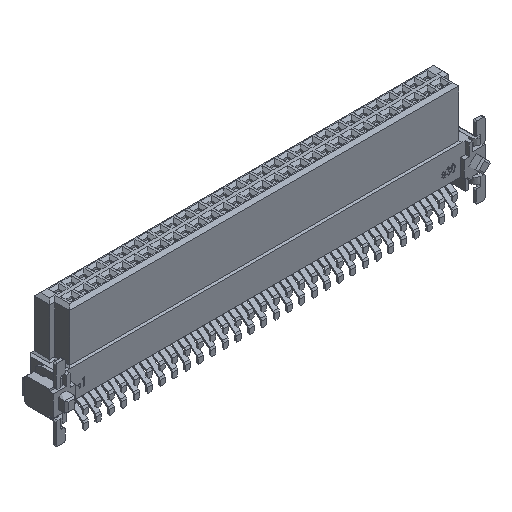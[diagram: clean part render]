
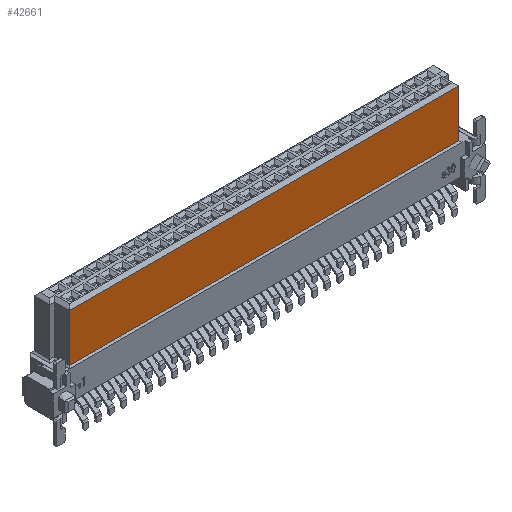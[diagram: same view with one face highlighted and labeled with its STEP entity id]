
A CAD part, isometric view. The second image highlights one B-rep face of the part: STEP entity #42661.
In plain terms, the highlighted planar face has unit normal (0, -1, 0).
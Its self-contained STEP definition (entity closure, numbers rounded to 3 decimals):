
#163=CARTESIAN_POINT('',(-19.425,-1.525,4.55));
#164=VERTEX_POINT('',#163);
#276=CARTESIAN_POINT('',(-19.425,-1.525,9.3));
#277=VERTEX_POINT('',#276);
#278=CARTESIAN_POINT('',(-19.425,-1.525,4.55));
#279=DIRECTION('',(0.,0.,1.));
#280=VECTOR('',#279,4.75);
#281=LINE('',#278,#280);
#282=EDGE_CURVE('',#164,#277,#281,.T.);
#42595=CARTESIAN_POINT('',(19.425,-1.525,4.55));
#42596=VERTEX_POINT('',#42595);
#42604=CARTESIAN_POINT('',(19.425,-1.525,4.55));
#42605=DIRECTION('',(-1.,0.,0.));
#42606=VECTOR('',#42605,38.85);
#42607=LINE('',#42604,#42606);
#42608=EDGE_CURVE('',#42596,#164,#42607,.T.);
#42638=CARTESIAN_POINT('',(0.,-1.525,6.925));
#42639=DIRECTION('',(1.,0.,0.));
#42640=DIRECTION('',(0.,-1.,0.));
#42641=AXIS2_PLACEMENT_3D('',#42638,#42640,#42639);
#42642=PLANE('',#42641);
#42643=ORIENTED_EDGE('',*,*,#282,.F.);
#42644=ORIENTED_EDGE('',*,*,#42608,.F.);
#42645=CARTESIAN_POINT('',(19.425,-1.525,9.3));
#42646=VERTEX_POINT('',#42645);
#42647=CARTESIAN_POINT('',(19.425,-1.525,4.55));
#42648=DIRECTION('',(0.,0.,1.));
#42649=VECTOR('',#42648,4.75);
#42650=LINE('',#42647,#42649);
#42651=EDGE_CURVE('',#42596,#42646,#42650,.T.);
#42652=ORIENTED_EDGE('',*,*,#42651,.T.);
#42653=CARTESIAN_POINT('',(19.425,-1.525,9.3));
#42654=DIRECTION('',(-1.,0.,0.));
#42655=VECTOR('',#42654,38.85);
#42656=LINE('',#42653,#42655);
#42657=EDGE_CURVE('',#42646,#277,#42656,.T.);
#42658=ORIENTED_EDGE('',*,*,#42657,.T.);
#42659=EDGE_LOOP('',(#42643,#42644,#42652,#42658));
#42660=FACE_OUTER_BOUND('',#42659,.T.);
#42661=ADVANCED_FACE('',(#42660),#42642,.T.);
